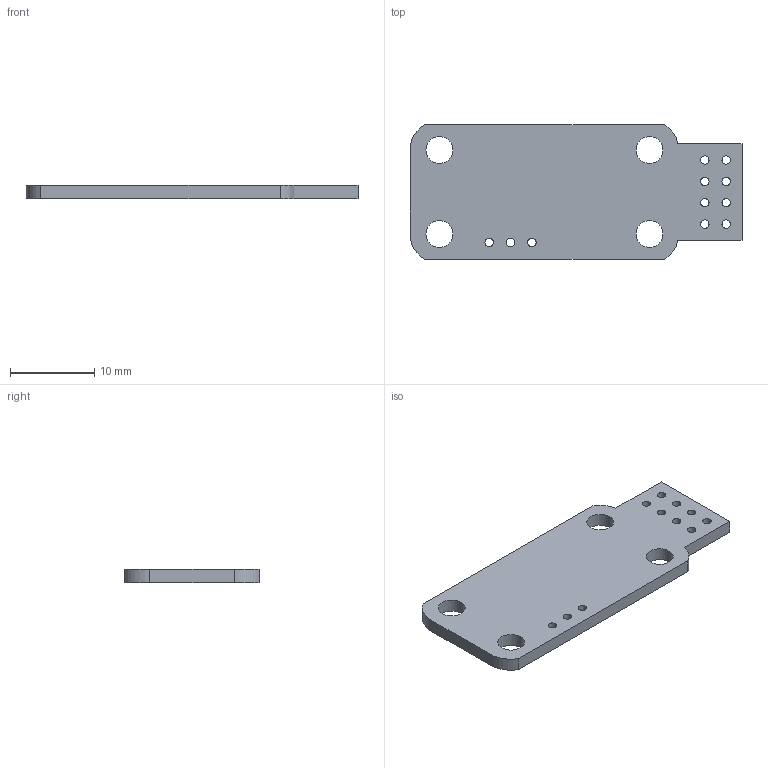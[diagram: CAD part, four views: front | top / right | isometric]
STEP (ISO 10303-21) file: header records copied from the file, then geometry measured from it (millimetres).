
FILE_DESCRIPTION(('KiCad electronic assembly'),'2;1');
FILE_NAME('elevation-imu.step','2022-01-22T13:32:11',('Pcbnew'),('Kicad' ),'Open CASCADE STEP processor 7.5','KiCad to STEP converter', 'Unknown');
FILE_SCHEMA(('AUTOMOTIVE_DESIGN { 1 0 10303 214 1 1 1 1 }'));
Length unit declared in the file: millimetre
Products named in the file (2): elevation-imu 1; elevation-imu PCB
Assembly tree (1 placements, depth 2):
  elevation-imu 1
    elevation-imu PCB
Bounding box: 39.5 x 16 x 1.6 mm (x, y, z)
Volume: 882.1 mm3; surface area: 1393 mm2
Topology: 1 solids, 1 shells, 27 faces, 75 edges, 50 vertices
Faces by surface type: cylinder 19, plane 8
Full cylindrical faces by diameter (mm): 1 x11, 3.2 x4
Entity records: 2083 total; most frequent: CARTESIAN_POINT 532, DIRECTION 283, ORIENTED_EDGE 150, PCURVE 150, DEFINITIONAL_REPRESENTATION 150, LINE 149, VECTOR 149, EDGE_CURVE 75
